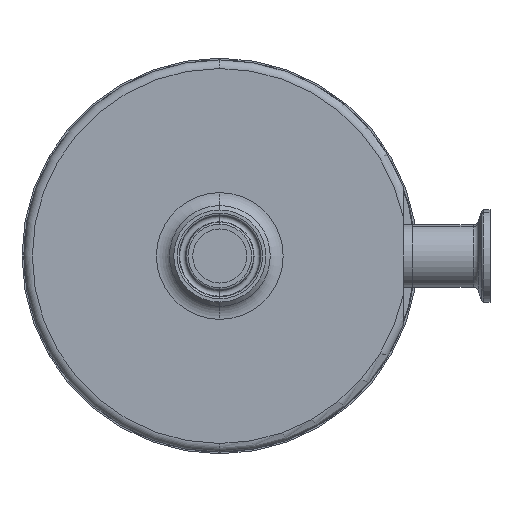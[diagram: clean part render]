
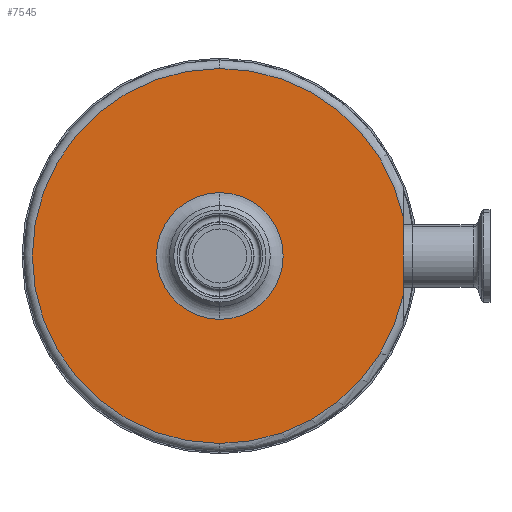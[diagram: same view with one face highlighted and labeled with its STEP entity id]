
A CAD part, front view. The second image highlights one B-rep face of the part: STEP entity #7545.
In plain terms, the highlighted planar face has unit normal (0, -1, 0).
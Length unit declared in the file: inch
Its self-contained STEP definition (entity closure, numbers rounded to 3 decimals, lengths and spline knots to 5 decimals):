
#41 = AXIS2_PLACEMENT_3D ( 'NONE', #3216, #8763, #8890 ) ;
#116 = CARTESIAN_POINT ( 'NONE',  ( 0., -0.8, 0.92088 ) ) ;
#580 = AXIS2_PLACEMENT_3D ( 'NONE', #3427, #2754, #9031 ) ;
#727 = VERTEX_POINT ( 'NONE', #8145 ) ;
#745 = CARTESIAN_POINT ( 'NONE',  ( -2.725, -0.8, 0. ) ) ;
#842 = FACE_OUTER_BOUND ( 'NONE', #4498, .T. ) ;
#1005 = VECTOR ( 'NONE', #8726, 39.37008 ) ;
#1132 = EDGE_CURVE ( 'NONE', #3097, #8583, #1661, .T. ) ;
#1204 = CARTESIAN_POINT ( 'NONE',  ( 0., -0.8, 0. ) ) ;
#1224 = EDGE_CURVE ( 'NONE', #727, #4290, #7903, .T. ) ;
#1225 = CARTESIAN_POINT ( 'NONE',  ( 0., -0.8, -0.92088 ) ) ;
#1486 = ORIENTED_EDGE ( 'NONE', *, *, #1224, .T. ) ;
#1528 = CARTESIAN_POINT ( 'NONE',  ( 2.665, -0.8, 0.56868 ) ) ;
#1567 = DIRECTION ( 'NONE',  ( 0., 0., 1. ) ) ;
#1661 = CIRCLE ( 'NONE', #8881, 0.92088 ) ;
#1885 = ORIENTED_EDGE ( 'NONE', *, *, #8341, .F. ) ;
#2435 = CARTESIAN_POINT ( 'NONE',  ( 0., -0.8, 0. ) ) ;
#2754 = DIRECTION ( 'NONE',  ( 0., 1., 0. ) ) ;
#3078 = DIRECTION ( 'NONE',  ( 0., 0., 1. ) ) ;
#3097 = VERTEX_POINT ( 'NONE', #116 ) ;
#3106 = DIRECTION ( 'NONE',  ( 0., 1., 0. ) ) ;
#3216 = CARTESIAN_POINT ( 'NONE',  ( 0., -0.8, 0. ) ) ;
#3381 = ORIENTED_EDGE ( 'NONE', *, *, #7944, .F. ) ;
#3416 = EDGE_CURVE ( 'NONE', #8583, #3097, #6339, .T. ) ;
#3427 = CARTESIAN_POINT ( 'NONE',  ( 0., -0.8, 0. ) ) ;
#3632 = VERTEX_POINT ( 'NONE', #6186 ) ;
#3646 = CARTESIAN_POINT ( 'NONE',  ( 0., -0.8, 0. ) ) ;
#3989 = DIRECTION ( 'NONE',  ( 0., 0., 1. ) ) ;
#4290 = VERTEX_POINT ( 'NONE', #1528 ) ;
#4498 = EDGE_LOOP ( 'NONE', ( #3381, #1486, #1885, #6057 ) ) ;
#4662 = AXIS2_PLACEMENT_3D ( 'NONE', #745, #5545, #8359 ) ;
#4945 = PLANE ( 'NONE',  #4662 ) ;
#5203 = AXIS2_PLACEMENT_3D ( 'NONE', #2435, #3106, #3078 ) ;
#5299 = DIRECTION ( 'NONE',  ( 0., 1., 0. ) ) ;
#5323 = CARTESIAN_POINT ( 'NONE',  ( 2.665, -0.8, 0. ) ) ;
#5341 = CARTESIAN_POINT ( 'NONE',  ( 0., -0.8, 2.725 ) ) ;
#5545 = DIRECTION ( 'NONE',  ( 0., -1., 0. ) ) ;
#5731 = EDGE_LOOP ( 'NONE', ( #8088, #7481 ) ) ;
#6057 = ORIENTED_EDGE ( 'NONE', *, *, #7956, .F. ) ;
#6186 = CARTESIAN_POINT ( 'NONE',  ( 0., -0.8, -2.725 ) ) ;
#6191 = CIRCLE ( 'NONE', #7365, 2.725 ) ;
#6339 = CIRCLE ( 'NONE', #580, 0.92088 ) ;
#6412 = CIRCLE ( 'NONE', #5203, 2.725 ) ;
#6486 = VERTEX_POINT ( 'NONE', #5341 ) ;
#6588 = DIRECTION ( 'NONE',  ( 0., 1., 0. ) ) ;
#7291 = CIRCLE ( 'NONE', #41, 2.725 ) ;
#7365 = AXIS2_PLACEMENT_3D ( 'NONE', #1204, #5299, #3989 ) ;
#7481 = ORIENTED_EDGE ( 'NONE', *, *, #3416, .T. ) ;
#7545 = ADVANCED_FACE ( 'NONE', ( #9055, #842 ), #4945, .T. ) ;
#7903 = LINE ( 'NONE', #5323, #1005 ) ;
#7944 = EDGE_CURVE ( 'NONE', #727, #3632, #7291, .T. ) ;
#7956 = EDGE_CURVE ( 'NONE', #3632, #6486, #6191, .T. ) ;
#8088 = ORIENTED_EDGE ( 'NONE', *, *, #1132, .T. ) ;
#8145 = CARTESIAN_POINT ( 'NONE',  ( 2.665, -0.8, -0.56868 ) ) ;
#8341 = EDGE_CURVE ( 'NONE', #6486, #4290, #6412, .T. ) ;
#8359 = DIRECTION ( 'NONE',  ( 0., 0., -1. ) ) ;
#8583 = VERTEX_POINT ( 'NONE', #1225 ) ;
#8726 = DIRECTION ( 'NONE',  ( 0., 0., 1. ) ) ;
#8763 = DIRECTION ( 'NONE',  ( 0., 1., 0. ) ) ;
#8881 = AXIS2_PLACEMENT_3D ( 'NONE', #3646, #6588, #1567 ) ;
#8890 = DIRECTION ( 'NONE',  ( 0., 0., 1. ) ) ;
#9031 = DIRECTION ( 'NONE',  ( 0., 0., 1. ) ) ;
#9055 = FACE_BOUND ( 'NONE', #5731, .T. ) ;
